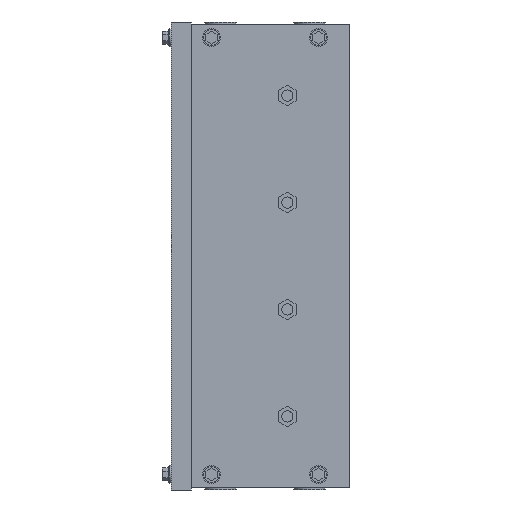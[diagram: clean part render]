
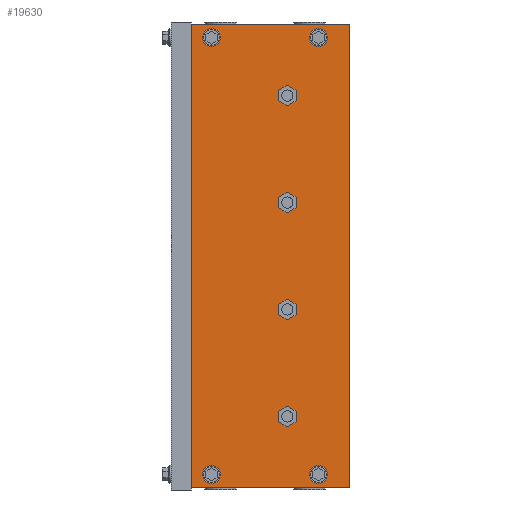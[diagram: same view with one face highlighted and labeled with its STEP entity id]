
A CAD part, left-side view. The second image highlights one B-rep face of the part: STEP entity #19630.
In plain terms, the highlighted planar face has unit normal (-1, 0, 0).
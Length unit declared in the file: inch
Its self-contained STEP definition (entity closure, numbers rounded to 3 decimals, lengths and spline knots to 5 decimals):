
#750 = VERTEX_POINT ( 'NONE', #49951 ) ;
#1196 = EDGE_LOOP ( 'NONE', ( #49712, #51877, #30022, #43975 ) ) ;
#1206 = VECTOR ( 'NONE', #16221, 39.37008 ) ;
#1561 = CARTESIAN_POINT ( 'NONE',  ( -9.5, 4.4375, 6.5 ) ) ;
#3258 = CARTESIAN_POINT ( 'NONE',  ( -9.5, 0., -6.5 ) ) ;
#6706 = EDGE_CURVE ( 'NONE', #35944, #20687, #51675, .T. ) ;
#6709 = DIRECTION ( 'NONE',  ( 0., 0., -1. ) ) ;
#7010 = EDGE_CURVE ( 'NONE', #46987, #20687, #28964, .T. ) ;
#8641 = DIRECTION ( 'NONE',  ( 0., 0., -1. ) ) ;
#11695 = CARTESIAN_POINT ( 'NONE',  ( -9.5, 4.4375, -6.5 ) ) ;
#14213 = AXIS2_PLACEMENT_3D ( 'NONE', #47671, #51107, #46568 ) ;
#14564 = DIRECTION ( 'NONE',  ( 0., -1., 0. ) ) ;
#14933 = VECTOR ( 'NONE', #14564, 39.37008 ) ;
#15196 = CARTESIAN_POINT ( 'NONE',  ( -9.5, 4.4375, -6.5 ) ) ;
#16221 = DIRECTION ( 'NONE',  ( 0., -1., 0. ) ) ;
#16493 = VECTOR ( 'NONE', #8641, 39.37008 ) ;
#16946 = CARTESIAN_POINT ( 'NONE',  ( -9.5, 0., 6.5 ) ) ;
#19630 = ADVANCED_FACE ( 'NONE', ( #30412 ), #25313, .T. ) ;
#20687 = VERTEX_POINT ( 'NONE', #3258 ) ;
#21647 = CARTESIAN_POINT ( 'NONE',  ( -9.5, 0., -6.5 ) ) ;
#25313 = PLANE ( 'NONE',  #14213 ) ;
#28543 = LINE ( 'NONE', #1561, #14933 ) ;
#28964 = LINE ( 'NONE', #11695, #1206 ) ;
#30022 = ORIENTED_EDGE ( 'NONE', *, *, #39047, .T. ) ;
#30412 = FACE_OUTER_BOUND ( 'NONE', #1196, .T. ) ;
#31756 = VECTOR ( 'NONE', #6709, 39.37008 ) ;
#33170 = CARTESIAN_POINT ( 'NONE',  ( -9.5, 4.4375, -6.5 ) ) ;
#35944 = VERTEX_POINT ( 'NONE', #16946 ) ;
#37262 = LINE ( 'NONE', #15196, #31756 ) ;
#39047 = EDGE_CURVE ( 'NONE', #750, #46987, #37262, .T. ) ;
#43975 = ORIENTED_EDGE ( 'NONE', *, *, #7010, .T. ) ;
#45295 = EDGE_CURVE ( 'NONE', #750, #35944, #28543, .T. ) ;
#46568 = DIRECTION ( 'NONE',  ( 0., 0., 1. ) ) ;
#46987 = VERTEX_POINT ( 'NONE', #33170 ) ;
#47671 = CARTESIAN_POINT ( 'NONE',  ( -9.5, 4.4375, -6.5 ) ) ;
#49712 = ORIENTED_EDGE ( 'NONE', *, *, #6706, .F. ) ;
#49951 = CARTESIAN_POINT ( 'NONE',  ( -9.5, 4.4375, 6.5 ) ) ;
#51107 = DIRECTION ( 'NONE',  ( -1., 0., 0. ) ) ;
#51675 = LINE ( 'NONE', #21647, #16493 ) ;
#51877 = ORIENTED_EDGE ( 'NONE', *, *, #45295, .F. ) ;
